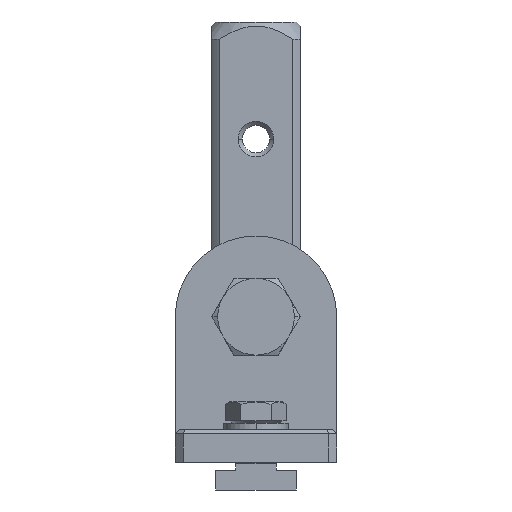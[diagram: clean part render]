
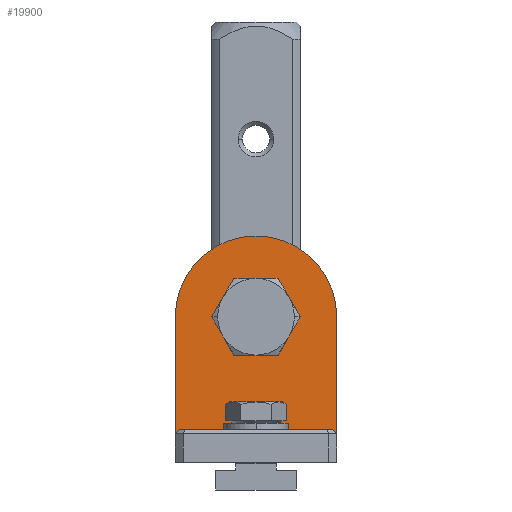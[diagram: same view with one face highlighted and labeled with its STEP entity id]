
A CAD part, left-side view. The second image highlights one B-rep face of the part: STEP entity #19900.
In plain terms, the highlighted face is planar.
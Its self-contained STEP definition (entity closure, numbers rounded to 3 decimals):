
#19350=CARTESIAN_POINT('',(0.,0.,6.));
#19360=DIRECTION('',(0.,0.,1.));
#19370=DIRECTION('',(1.,0.,0.));
#19380=AXIS2_PLACEMENT_3D('',#19350,#19360,#19370);
#19390=PLANE('',#19380);
#19400=CARTESIAN_POINT('',(-1566.322,596.966,6.));
#19410=DIRECTION('',(0.,0.,1.));
#19420=DIRECTION('',(1.,0.,0.));
#19430=AXIS2_PLACEMENT_3D('',#19400,#19410,#19420);
#19440=CIRCLE('',#19430,6.025);
#19450=CARTESIAN_POINT('',(-1560.297,596.966,6.));
#19460=VERTEX_POINT('',#19450);
#19470=CARTESIAN_POINT('',(-1572.347,596.966,6.));
#19480=VERTEX_POINT('',#19470);
#19490=EDGE_CURVE('',#19460,#19480,#19440,.T.);
#19500=ORIENTED_EDGE('',*,*,#19490,.F.);
#19510=EDGE_CURVE('',#19480,#19460,#19440,.T.);
#19520=ORIENTED_EDGE('',*,*,#19510,.F.);
#19530=EDGE_LOOP('',(#19520,#19500));
#19540=FACE_BOUND('',#19530,.T.);
#19550=CARTESIAN_POINT('',(-1586.322,626.466,6.));
#19560=DIRECTION('',(1.,0.,0.));
#19570=VECTOR('',#19560,1.);
#19580=LINE('',#19550,#19570);
#19590=CARTESIAN_POINT('',(-1586.322,626.466,6.));
#19600=VERTEX_POINT('',#19590);
#19610=CARTESIAN_POINT('',(-1546.322,626.466,6.));
#19620=VERTEX_POINT('',#19610);
#19630=EDGE_CURVE('',#19600,#19620,#19580,.T.);
#19640=ORIENTED_EDGE('',*,*,#19630,.F.);
#19650=CARTESIAN_POINT('',(-1546.322,626.466,6.));
#19660=DIRECTION('',(0.,-1.,0.));
#19670=VECTOR('',#19660,1.);
#19680=LINE('',#19650,#19670);
#19690=CARTESIAN_POINT('',(-1546.322,596.966,6.));
#19700=VERTEX_POINT('',#19690);
#19710=EDGE_CURVE('',#19620,#19700,#19680,.T.);
#19720=ORIENTED_EDGE('',*,*,#19710,.F.);
#19730=CARTESIAN_POINT('',(-1566.322,596.966,6.));
#19740=DIRECTION('',(0.,0.,1.));
#19750=DIRECTION('',(1.,0.,0.));
#19760=AXIS2_PLACEMENT_3D('',#19730,#19740,#19750);
#19770=CIRCLE('',#19760,20.);
#19780=CARTESIAN_POINT('',(-1586.322,596.966,6.));
#19790=VERTEX_POINT('',#19780);
#19800=EDGE_CURVE('',#19790,#19700,#19770,.T.);
#19810=ORIENTED_EDGE('',*,*,#19800,.T.);
#19820=CARTESIAN_POINT('',(-1586.322,596.966,6.));
#19830=DIRECTION('',(0.,1.,0.));
#19840=VECTOR('',#19830,1.);
#19850=LINE('',#19820,#19840);
#19860=EDGE_CURVE('',#19790,#19600,#19850,.T.);
#19870=ORIENTED_EDGE('',*,*,#19860,.F.);
#19880=EDGE_LOOP('',(#19870,#19810,#19720,#19640));
#19890=FACE_OUTER_BOUND('',#19880,.T.);
#19900=ADVANCED_FACE('',(#19540,#19890),#19390,.T.);
